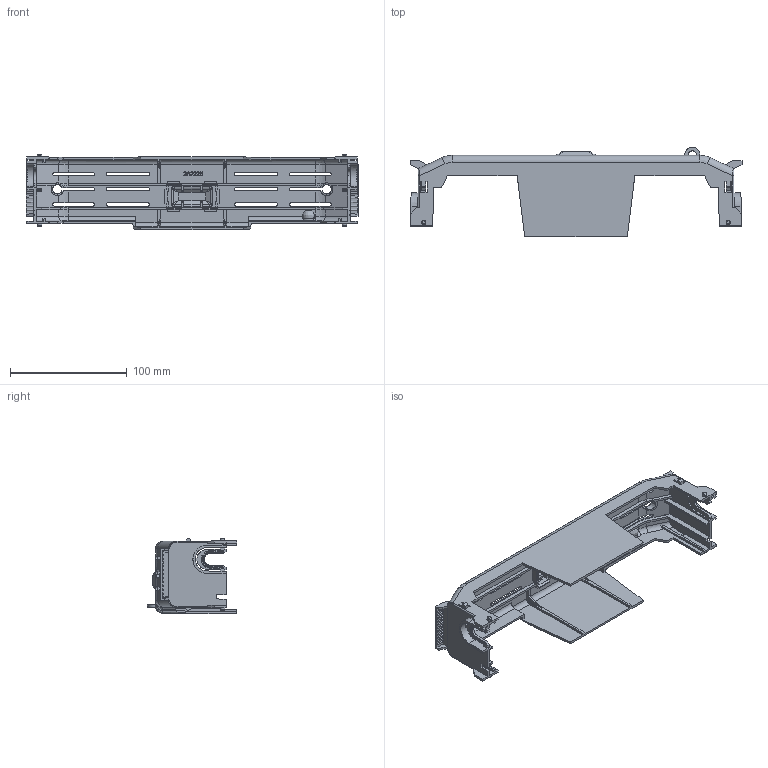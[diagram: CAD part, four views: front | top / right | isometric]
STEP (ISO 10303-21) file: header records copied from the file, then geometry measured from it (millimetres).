
FILE_DESCRIPTION (( 'STEP AP214' ), '1' );
FILE_NAME ('CVRI-RH-60200-2.step', '2018-05-09T19:30:29', ( '' ), ( '' ), 'SwSTEP 2.0', 'SolidWorks 2017', '' );
FILE_SCHEMA (( 'AUTOMOTIVE_DESIGN' ));
Length unit declared in the file: inch
Products named in the file (1): CVRI-RH-60200-2
Bounding box: 284.86 x 76.5 x 64.85 mm (x, y, z)
Volume: 90177.3 mm3; surface area: 96262.1 mm2
Topology: 1 solids, 1 shells, 1446 faces, 4051 edges, 2657 vertices
Faces by surface type: plane 937, bspline 304, cylinder 106, cone 99
Entity records: 61112 total; most frequent: CARTESIAN_POINT 26442, ORIENTED_EDGE 8096, DIRECTION 5704, EDGE_CURVE 4048, VECTOR 2972, LINE 2972, VERTEX_POINT 2657, EDGE_LOOP 1549
